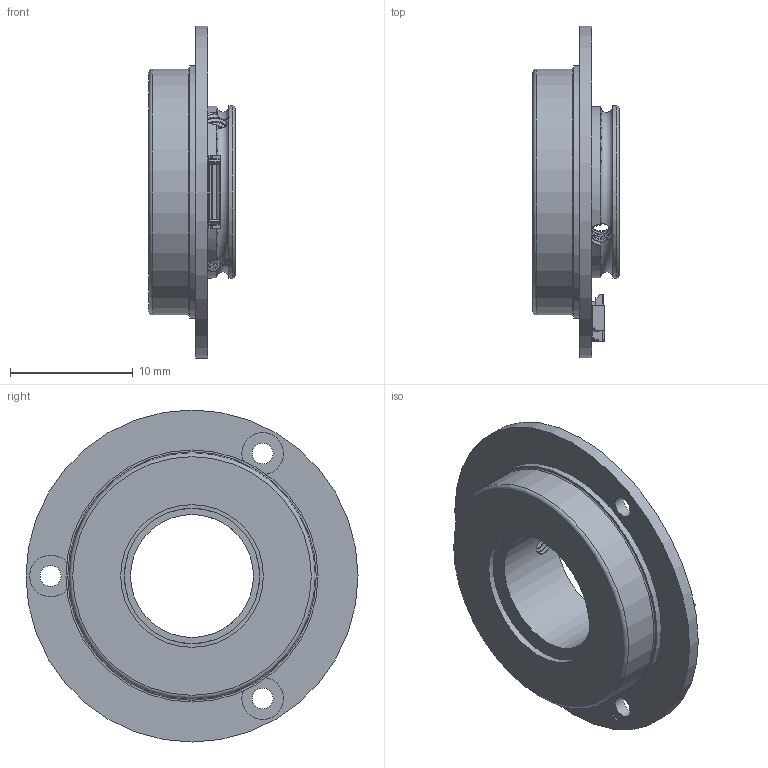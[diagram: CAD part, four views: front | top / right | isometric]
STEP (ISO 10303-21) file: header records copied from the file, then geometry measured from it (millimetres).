
FILE_DESCRIPTION (( 'STEP AP214' ), '1' );
FILE_NAME ('MBS-10-27.step', '2022-08-01T08:53:01', ( '' ), ( '' ), 'SwSTEP 2.0', 'SolidWorks 2021', '' );
FILE_SCHEMA (( 'AUTOMOTIVE_DESIGN' ));
Length unit declared in the file: millimetre
Products named in the file (1): MBS-10-27
Bounding box: 7 x 27 x 27 mm (x, y, z)
Volume: 1031.8 mm3; surface area: 2862.6 mm2
Topology: 5 solids, 5 shells, 548 faces, 1474 edges, 973 vertices
Faces by surface type: plane 374, bspline 109, cylinder 51, cone 9, torus 5
Full cylindrical faces by diameter (mm): 1.7 x3, 3.4 x6, 10 x1, 11 x1, 11.02 x1, 11.6 x1, 14 x3, 15 x1, 19 x1, 20 x1, 20.5 x1, 27 x1
Entity records: 41309 total; most frequent: CARTESIAN_POINT 25622, ORIENTED_EDGE 2880, DIRECTION 2136, EDGE_CURVE 1440, LINE 1046, VECTOR 1046, VERTEX_POINT 966, EDGE_LOOP 632
